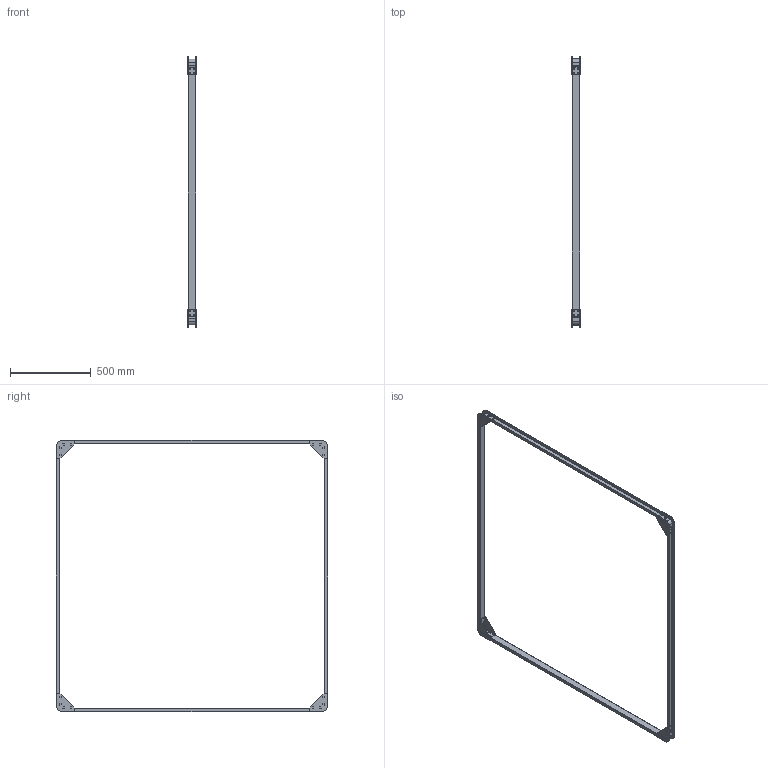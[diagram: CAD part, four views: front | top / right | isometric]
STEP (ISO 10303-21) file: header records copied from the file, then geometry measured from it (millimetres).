
FILE_DESCRIPTION(/* description */ ('Alibre Inc.'),/* implementation_level */ '2;1');
FILE_NAME(/* name */ 'export-9D749B5F-47D4-4C0C-9CD0-C0AD7CA21834',/* time_stamp */ '2022-03-28T22:24:33+03:00',/* author */ (''),/* organization */ (''),/* preprocessor_version */ 'ST-DEVELOPER v17',/* originating_system */ 'Alibre',/* authorisation */ '');
FILE_SCHEMA (('CONFIG_CONTROL_DESIGN'));
Length unit declared in the file: millimetre
Bounding box: 57.78 x 1686.01 x 1686.01 mm (x, y, z)
Volume: 1253506 mm3; surface area: 1232265.9 mm2
Topology: 16 solids, 16 shells, 672 faces, 1920 edges, 1280 vertices
Faces by surface type: plane 416, cylinder 256
Full cylindrical faces by diameter (mm): 4.2 x64
Entity records: 5395 total; most frequent: CARTESIAN_POINT 840, ORIENTED_EDGE 796, DIRECTION 751, EDGE_CURVE 398, VECTOR 288, LINE 288, VERTEX_POINT 276, AXIS2_PLACEMENT_3D 276
